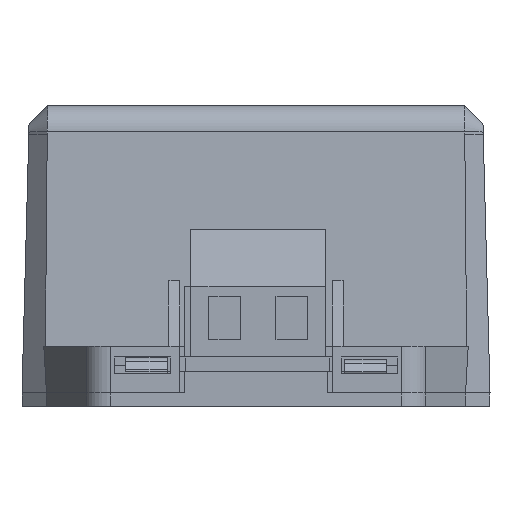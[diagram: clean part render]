
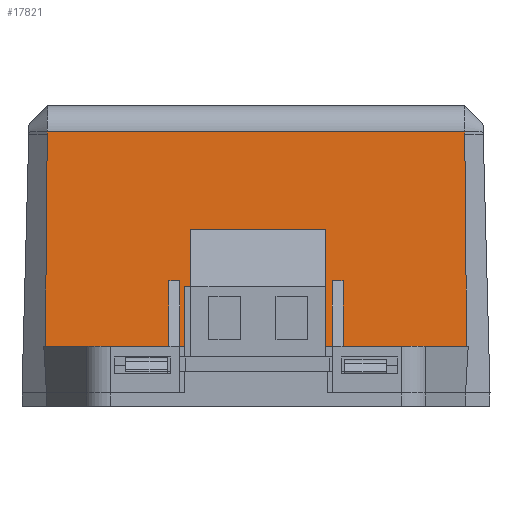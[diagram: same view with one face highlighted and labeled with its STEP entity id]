
A CAD part, left-side view. The second image highlights one B-rep face of the part: STEP entity #17821.
In plain terms, the highlighted planar face has unit normal (-0.999, 0, 0.044).
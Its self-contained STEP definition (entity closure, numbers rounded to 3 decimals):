
#89=B_SPLINE_CURVE_WITH_KNOTS('',3,(#29530,#29531,#29532,#29533,#29534,
#29535),.UNSPECIFIED.,.F.,.F.,(4,2,4),(-0.026,-0.014,
0.),.UNSPECIFIED.);
#101=B_SPLINE_CURVE_WITH_KNOTS('',3,(#29973,#29974,#29975,#29976,#29977,
#29978),.UNSPECIFIED.,.F.,.F.,(4,2,4),(0.,0.014,
0.03),.UNSPECIFIED.);
#102=B_SPLINE_CURVE_WITH_KNOTS('',3,(#29980,#29981,#29982,#29983,#29984,
#29985),.UNSPECIFIED.,.F.,.F.,(4,2,4),(0.,0.003,0.005),
 .UNSPECIFIED.);
#103=B_SPLINE_CURVE_WITH_KNOTS('',3,(#29988,#29989,#29990,#29991,#29992,
#29993),.UNSPECIFIED.,.F.,.F.,(4,2,4),(-0.005,-0.003,
0.),.UNSPECIFIED.);
#2005=FACE_OUTER_BOUND('',#3047,.T.);
#3047=EDGE_LOOP('',(#15752,#15753,#15754,#15755,#15756,#15757,#15758,#15759,
#15760,#15761,#15762,#15763,#15764,#15765,#15766,#15767));
#4905=LINE('',#29520,#6871);
#4967=LINE('',#29962,#6933);
#4972=LINE('',#29971,#6938);
#4973=LINE('',#29987,#6939);
#4974=LINE('',#29995,#6940);
#4975=LINE('',#29997,#6941);
#4976=LINE('',#29999,#6942);
#4977=LINE('',#30001,#6943);
#4978=LINE('',#30002,#6944);
#4979=LINE('',#30004,#6945);
#4980=LINE('',#30006,#6946);
#4981=LINE('',#30007,#6947);
#6871=VECTOR('',#24086,10.);
#6933=VECTOR('',#24202,10.);
#6938=VECTOR('',#24209,10.);
#6939=VECTOR('',#24210,1.);
#6940=VECTOR('',#24211,1.);
#6941=VECTOR('',#24212,1.);
#6942=VECTOR('',#24213,1.);
#6943=VECTOR('',#24214,10.);
#6944=VECTOR('',#24215,1.);
#6945=VECTOR('',#24216,1.);
#6946=VECTOR('',#24217,1.);
#6947=VECTOR('',#24218,1.);
#8617=VERTEX_POINT('',#29515);
#8618=VERTEX_POINT('',#29518);
#8619=VERTEX_POINT('',#29529);
#8678=VERTEX_POINT('',#29960);
#8679=VERTEX_POINT('',#29961);
#8681=VERTEX_POINT('',#29969);
#8682=VERTEX_POINT('',#29970);
#8683=VERTEX_POINT('',#29972);
#8684=VERTEX_POINT('',#29979);
#8685=VERTEX_POINT('',#29986);
#8686=VERTEX_POINT('',#29994);
#8687=VERTEX_POINT('',#29996);
#8688=VERTEX_POINT('',#29998);
#8689=VERTEX_POINT('',#30000);
#8690=VERTEX_POINT('',#30003);
#8691=VERTEX_POINT('',#30005);
#11004=EDGE_CURVE('',#8617,#8618,#4905,.T.);
#11005=EDGE_CURVE('',#8619,#8617,#89,.T.);
#11087=EDGE_CURVE('',#8678,#8679,#4967,.T.);
#11092=EDGE_CURVE('',#8681,#8682,#4972,.T.);
#11093=EDGE_CURVE('',#8683,#8681,#101,.T.);
#11094=EDGE_CURVE('',#8683,#8684,#102,.T.);
#11095=EDGE_CURVE('',#8685,#8684,#4973,.T.);
#11096=EDGE_CURVE('',#8685,#8619,#103,.T.);
#11097=EDGE_CURVE('',#8686,#8618,#4974,.T.);
#11098=EDGE_CURVE('',#8687,#8686,#4975,.T.);
#11099=EDGE_CURVE('',#8687,#8688,#4976,.T.);
#11100=EDGE_CURVE('',#8689,#8688,#4977,.T.);
#11101=EDGE_CURVE('',#8679,#8689,#4978,.T.);
#11102=EDGE_CURVE('',#8690,#8678,#4979,.T.);
#11103=EDGE_CURVE('',#8691,#8690,#4980,.T.);
#11104=EDGE_CURVE('',#8682,#8691,#4981,.T.);
#15752=ORIENTED_EDGE('',*,*,#11092,.F.);
#15753=ORIENTED_EDGE('',*,*,#11093,.F.);
#15754=ORIENTED_EDGE('',*,*,#11094,.T.);
#15755=ORIENTED_EDGE('',*,*,#11095,.F.);
#15756=ORIENTED_EDGE('',*,*,#11096,.T.);
#15757=ORIENTED_EDGE('',*,*,#11005,.T.);
#15758=ORIENTED_EDGE('',*,*,#11004,.T.);
#15759=ORIENTED_EDGE('',*,*,#11097,.F.);
#15760=ORIENTED_EDGE('',*,*,#11098,.F.);
#15761=ORIENTED_EDGE('',*,*,#11099,.T.);
#15762=ORIENTED_EDGE('',*,*,#11100,.F.);
#15763=ORIENTED_EDGE('',*,*,#11101,.F.);
#15764=ORIENTED_EDGE('',*,*,#11087,.F.);
#15765=ORIENTED_EDGE('',*,*,#11102,.F.);
#15766=ORIENTED_EDGE('',*,*,#11103,.F.);
#15767=ORIENTED_EDGE('',*,*,#11104,.F.);
#16911=PLANE('',#19530);
#17821=ADVANCED_FACE('',(#2005),#16911,.T.);
#19530=AXIS2_PLACEMENT_3D('',#29968,#24207,#24208);
#24086=DIRECTION('',(-0.044,0.009,-0.999));
#24202=DIRECTION('',(-0.044,0.,-0.999));
#24207=DIRECTION('center_axis',(-0.999,0.,0.044));
#24208=DIRECTION('ref_axis',(0.,-1.,0.));
#24209=DIRECTION('',(-0.044,-0.009,-0.999));
#24210=DIRECTION('',(0.,-1.,0.));
#24211=DIRECTION('',(0.,1.,0.));
#24212=DIRECTION('',(-0.044,0.,-0.999));
#24213=DIRECTION('',(0.,-1.,0.));
#24214=DIRECTION('',(0.044,0.,0.999));
#24215=DIRECTION('',(0.,1.,0.));
#24216=DIRECTION('',(0.,1.,0.));
#24217=DIRECTION('',(0.044,0.,0.999));
#24218=DIRECTION('',(0.,1.,0.));
#29515=CARTESIAN_POINT('',(2.621,52.808,8.296));
#29518=CARTESIAN_POINT('',(1.59,53.014,-15.3));
#29520=CARTESIAN_POINT('',(2.621,52.808,8.296));
#29529=CARTESIAN_POINT('',(2.633,52.806,8.579));
#29530=CARTESIAN_POINT('Ctrl Pts',(2.633,52.806,8.579));
#29531=CARTESIAN_POINT('Ctrl Pts',(2.631,52.806,8.532));
#29532=CARTESIAN_POINT('Ctrl Pts',(2.629,52.806,8.487));
#29533=CARTESIAN_POINT('Ctrl Pts',(2.624,52.807,8.381));
#29534=CARTESIAN_POINT('Ctrl Pts',(2.623,52.808,8.342));
#29535=CARTESIAN_POINT('Ctrl Pts',(2.621,52.808,8.296));
#29960=CARTESIAN_POINT('',(1.908,21.053,-8.02));
#29961=CARTESIAN_POINT('',(1.578,21.053,-15.3));
#29962=CARTESIAN_POINT('',(1.522,21.053,-16.872));
#29968=CARTESIAN_POINT('Origin',(1.473,3.553,-17.982));
#29969=CARTESIAN_POINT('',(2.621,6.299,8.296));
#29970=CARTESIAN_POINT('',(1.59,6.093,-15.3));
#29971=CARTESIAN_POINT('',(2.621,6.299,8.296));
#29972=CARTESIAN_POINT('',(2.633,6.301,8.579));
#29973=CARTESIAN_POINT('Ctrl Pts',(2.633,6.301,8.579));
#29974=CARTESIAN_POINT('Ctrl Pts',(2.631,6.301,8.532));
#29975=CARTESIAN_POINT('Ctrl Pts',(2.629,6.3,8.487));
#29976=CARTESIAN_POINT('Ctrl Pts',(2.624,6.299,8.38));
#29977=CARTESIAN_POINT('Ctrl Pts',(2.623,6.299,8.342));
#29978=CARTESIAN_POINT('Ctrl Pts',(2.621,6.299,8.296));
#29979=CARTESIAN_POINT('',(2.635,6.302,8.631));
#29980=CARTESIAN_POINT('Ctrl Pts',(2.633,6.301,8.579));
#29981=CARTESIAN_POINT('Ctrl Pts',(2.633,6.301,8.588));
#29982=CARTESIAN_POINT('Ctrl Pts',(2.634,6.301,8.596));
#29983=CARTESIAN_POINT('Ctrl Pts',(2.634,6.301,8.614));
#29984=CARTESIAN_POINT('Ctrl Pts',(2.635,6.302,8.622));
#29985=CARTESIAN_POINT('Ctrl Pts',(2.635,6.302,8.631));
#29986=CARTESIAN_POINT('',(2.635,52.805,8.631));
#29987=CARTESIAN_POINT('',(2.635,52.805,8.631));
#29988=CARTESIAN_POINT('Ctrl Pts',(2.635,52.805,8.631));
#29989=CARTESIAN_POINT('Ctrl Pts',(2.635,52.805,8.622));
#29990=CARTESIAN_POINT('Ctrl Pts',(2.634,52.805,8.614));
#29991=CARTESIAN_POINT('Ctrl Pts',(2.634,52.805,8.596));
#29992=CARTESIAN_POINT('Ctrl Pts',(2.633,52.805,8.588));
#29993=CARTESIAN_POINT('Ctrl Pts',(2.633,52.806,8.579));
#29994=CARTESIAN_POINT('',(1.59,39.253,-15.3));
#29995=CARTESIAN_POINT('',(1.59,39.253,-15.3));
#29996=CARTESIAN_POINT('',(1.908,39.253,-8.02));
#29997=CARTESIAN_POINT('',(1.908,39.253,-8.02));
#29998=CARTESIAN_POINT('',(1.908,38.053,-8.02));
#29999=CARTESIAN_POINT('',(1.908,39.253,-8.02));
#30000=CARTESIAN_POINT('',(1.578,38.053,-15.3));
#30001=CARTESIAN_POINT('',(1.344,38.053,-20.932));
#30002=CARTESIAN_POINT('',(1.578,21.053,-15.3));
#30003=CARTESIAN_POINT('',(1.908,19.853,-8.02));
#30004=CARTESIAN_POINT('',(1.908,19.853,-8.02));
#30005=CARTESIAN_POINT('',(1.59,19.853,-15.3));
#30006=CARTESIAN_POINT('',(1.59,19.853,-15.3));
#30007=CARTESIAN_POINT('',(1.59,6.093,-15.3));
